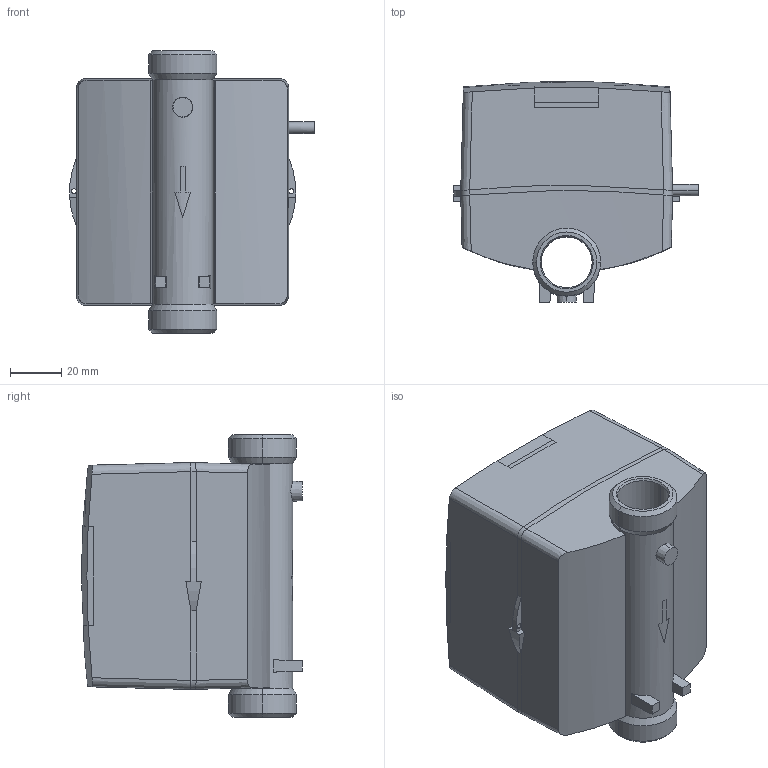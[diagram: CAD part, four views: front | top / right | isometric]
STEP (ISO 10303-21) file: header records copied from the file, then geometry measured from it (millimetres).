
FILE_DESCRIPTION (( 'STEP AP214' ), '1' );
FILE_NAME ('HYDRUS2_HWZ_DN15_BL110mm-214.step', '2020-12-22T09:20:21', ( '' ), ( '' ), 'SwSTEP 2.0', 'SolidWorks 2018', '' );
FILE_SCHEMA (( 'AUTOMOTIVE_DESIGN' ));
Length unit declared in the file: millimetre
Products named in the file (3): 10000082480_SWP_000_DN15; 10000082698_SWP_000_DN15_BL110mm; HYDRUS2_HWZ_DN15_BL110mm-214
Assembly tree (2 placements, depth 2):
  HYDRUS2_HWZ_DN15_BL110mm-214
    10000082698_SWP_000_DN15_BL110mm
    10000082480_SWP_000_DN15
Bounding box: 95.18 x 85.82 x 110 mm (x, y, z)
Volume: 482019.4 mm3; surface area: 53120.9 mm2
Topology: 3 solids, 3 shells, 106 faces, 317 edges, 227 vertices
Faces by surface type: plane 43, cylinder 26, bspline 23, cone 14
Entity records: 4826 total; most frequent: CARTESIAN_POINT 2112, ORIENTED_EDGE 634, DIRECTION 385, EDGE_CURVE 317, VERTEX_POINT 227, AXIS2_PLACEMENT_3D 136, B_SPLINE_CURVE_WITH_KNOTS 132, EDGE_LOOP 122
